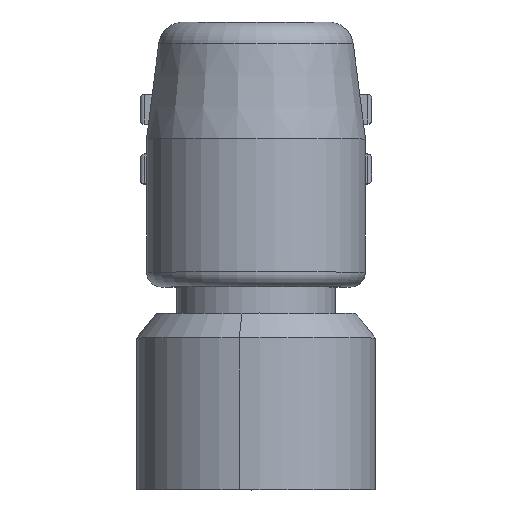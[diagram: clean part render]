
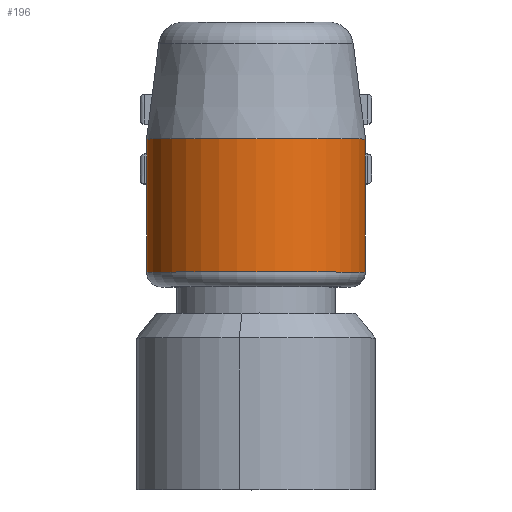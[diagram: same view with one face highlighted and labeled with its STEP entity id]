
A CAD part, top view. The second image highlights one B-rep face of the part: STEP entity #196.
In plain terms, the highlighted cylindrical face has radius 4.4 mm (diameter 8.8 mm), a partial arc.
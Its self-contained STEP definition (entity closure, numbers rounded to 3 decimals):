
#196=ADVANCED_FACE('',(#482),#483,.T.);
#482=FACE_OUTER_BOUND('',#866,.T.);
#483=CYLINDRICAL_SURFACE('',#867,4.4);
#866=EDGE_LOOP('',(#1372,#1373,#1374,#1375,#1376,#1377,#1378,#1379));
#867=AXIS2_PLACEMENT_3D('',#1380,#1381,#1382);
#1372=ORIENTED_EDGE('',*,*,#2324,.F.);
#1373=ORIENTED_EDGE('',*,*,#2325,.T.);
#1374=ORIENTED_EDGE('',*,*,#2320,.F.);
#1375=ORIENTED_EDGE('',*,*,#2326,.T.);
#1376=ORIENTED_EDGE('',*,*,#2316,.F.);
#1377=ORIENTED_EDGE('',*,*,#2327,.T.);
#1378=ORIENTED_EDGE('',*,*,#2328,.F.);
#1379=ORIENTED_EDGE('',*,*,#2243,.T.);
#1380=CARTESIAN_POINT('',(0.,-5.95,0.0));
#1381=DIRECTION('',(0.,1.0,0.0));
#1382=DIRECTION('',(1.0,0.,0.0));
#2243=EDGE_CURVE('',#2662,#2666,#2668,.T.);
#2316=EDGE_CURVE('',#2786,#2787,#2788,.T.);
#2320=EDGE_CURVE('',#2793,#2794,#2795,.T.);
#2324=EDGE_CURVE('',#2800,#2666,#2801,.T.);
#2325=EDGE_CURVE('',#2800,#2794,#2802,.T.);
#2326=EDGE_CURVE('',#2793,#2787,#2803,.T.);
#2327=EDGE_CURVE('',#2786,#2804,#2805,.T.);
#2328=EDGE_CURVE('',#2662,#2804,#2806,.T.);
#2662=VERTEX_POINT('',#3234);
#2666=VERTEX_POINT('',#3238);
#2668=CIRCLE('',#3240,4.4);
#2786=VERTEX_POINT('',#3386);
#2787=VERTEX_POINT('',#3387);
#2788=LINE('',#3388,#3389);
#2793=VERTEX_POINT('',#3394);
#2794=VERTEX_POINT('',#3395);
#2795=LINE('',#3396,#3397);
#2800=VERTEX_POINT('',#3402);
#2801=LINE('',#3403,#3404);
#2802=LINE('',#3405,#3406);
#2803=CIRCLE('',#3407,4.4);
#2804=VERTEX_POINT('',#3408);
#2805=LINE('',#3409,#3410);
#2806=LINE('',#3411,#3412);
#3234=CARTESIAN_POINT('',(-4.4,-5.35,0.0));
#3238=CARTESIAN_POINT('',(4.4,-5.35,0.));
#3240=AXIS2_PLACEMENT_3D('',#3960,#3961,#3962);
#3386=CARTESIAN_POINT('',(-4.4,-0.6,0.0));
#3387=CARTESIAN_POINT('',(-4.4,0.0,0.0));
#3388=CARTESIAN_POINT('',(-4.4,-2.675,0.));
#3389=VECTOR('',#4075,1.0);
#3394=CARTESIAN_POINT('',(4.4,0.0,0.0));
#3395=CARTESIAN_POINT('',(4.4,-0.6,0.0));
#3396=CARTESIAN_POINT('',(4.4,-2.675,0.));
#3397=VECTOR('',#4082,1.0);
#3402=CARTESIAN_POINT('',(4.4,-1.8,0.0));
#3403=CARTESIAN_POINT('',(4.4,-2.675,0.));
#3404=VECTOR('',#4089,1.0);
#3405=CARTESIAN_POINT('',(4.4,-5.95,0.0));
#3406=VECTOR('',#4090,1000.0);
#3407=AXIS2_PLACEMENT_3D('',#4091,#4092,#4093);
#3408=CARTESIAN_POINT('',(-4.4,-1.8,0.0));
#3409=CARTESIAN_POINT('',(-4.4,-5.95,0.0));
#3410=VECTOR('',#4094,1000.0);
#3411=CARTESIAN_POINT('',(-4.4,-2.675,0.));
#3412=VECTOR('',#4095,1.0);
#3960=CARTESIAN_POINT('',(0.,-5.35,0.0));
#3961=DIRECTION('',(0.,1.0,0.0));
#3962=DIRECTION('',(-1.0,0.,0.0));
#4075=DIRECTION('',(0.,1.0,0.0));
#4082=DIRECTION('',(0.,-1.0,-0.0));
#4089=DIRECTION('',(0.,-1.0,-0.0));
#4090=DIRECTION('',(0.,1.0,0.0));
#4091=CARTESIAN_POINT('',(0.,0.0,0.0));
#4092=DIRECTION('',(0.,-1.0,0.0));
#4093=DIRECTION('',(1.0,0.,0.0));
#4094=DIRECTION('',(0.,-1.0,0.0));
#4095=DIRECTION('',(0.,1.0,0.0));
